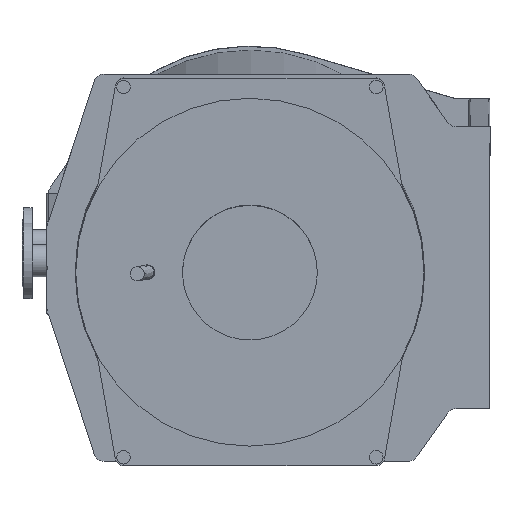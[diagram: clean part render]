
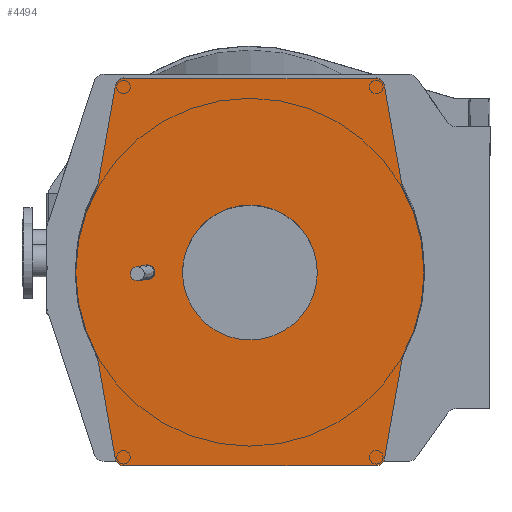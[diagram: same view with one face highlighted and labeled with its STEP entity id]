
A CAD part, left-side view. The second image highlights one B-rep face of the part: STEP entity #4494.
In plain terms, the highlighted face is planar.
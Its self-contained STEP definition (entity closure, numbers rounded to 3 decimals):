
#36=ELLIPSE('',#5003,19.5,17.5);
#127=FACE_BOUND('',#918,.T.);
#128=FACE_BOUND('',#919,.T.);
#332=CIRCLE('',#4987,160.);
#333=CIRCLE('',#4988,160.);
#346=CIRCLE('',#5006,50.);
#347=CIRCLE('',#5008,415.);
#348=CIRCLE('',#5010,50.);
#349=CIRCLE('',#5013,20.);
#350=CIRCLE('',#5016,20.);
#351=CIRCLE('',#5019,50.);
#352=CIRCLE('',#5021,415.);
#353=CIRCLE('',#5023,50.);
#354=CIRCLE('',#5026,20.);
#355=CIRCLE('',#5029,20.);
#684=FACE_OUTER_BOUND('',#917,.T.);
#917=EDGE_LOOP('',(#4067,#4068,#4069,#4070,#4071,#4072,#4073,#4074,#4075,
#4076,#4077,#4078,#4079,#4080,#4081,#4082));
#918=EDGE_LOOP('',(#4083,#4084));
#919=EDGE_LOOP('',(#4085));
#1290=LINE('',#8104,#1665);
#1293=LINE('',#8112,#1668);
#1296=LINE('',#8120,#1671);
#1301=LINE('',#8136,#1676);
#1304=LINE('',#8144,#1679);
#1307=LINE('',#8151,#1682);
#1665=VECTOR('',#6240,10.);
#1668=VECTOR('',#6249,10.);
#1671=VECTOR('',#6258,10.);
#1676=VECTOR('',#6277,10.);
#1679=VECTOR('',#6286,10.);
#1682=VECTOR('',#6295,10.);
#2084=VERTEX_POINT('',#8022);
#2085=VERTEX_POINT('',#8024);
#2104=VERTEX_POINT('',#8083);
#2106=VERTEX_POINT('',#8089);
#2107=VERTEX_POINT('',#8091);
#2108=VERTEX_POINT('',#8095);
#2109=VERTEX_POINT('',#8099);
#2110=VERTEX_POINT('',#8103);
#2111=VERTEX_POINT('',#8107);
#2112=VERTEX_POINT('',#8111);
#2113=VERTEX_POINT('',#8115);
#2114=VERTEX_POINT('',#8119);
#2115=VERTEX_POINT('',#8123);
#2116=VERTEX_POINT('',#8127);
#2117=VERTEX_POINT('',#8131);
#2118=VERTEX_POINT('',#8135);
#2119=VERTEX_POINT('',#8139);
#2120=VERTEX_POINT('',#8143);
#2121=VERTEX_POINT('',#8147);
#2730=EDGE_CURVE('',#2085,#2084,#332,.T.);
#2731=EDGE_CURVE('',#2084,#2085,#333,.T.);
#2750=EDGE_CURVE('',#2104,#2104,#36,.T.);
#2754=EDGE_CURVE('',#2107,#2106,#346,.T.);
#2756=EDGE_CURVE('',#2108,#2107,#347,.T.);
#2758=EDGE_CURVE('',#2109,#2108,#348,.T.);
#2760=EDGE_CURVE('',#2110,#2109,#1290,.T.);
#2762=EDGE_CURVE('',#2111,#2110,#349,.T.);
#2764=EDGE_CURVE('',#2112,#2111,#1293,.T.);
#2766=EDGE_CURVE('',#2113,#2112,#350,.T.);
#2768=EDGE_CURVE('',#2114,#2113,#1296,.T.);
#2770=EDGE_CURVE('',#2115,#2114,#351,.T.);
#2772=EDGE_CURVE('',#2116,#2115,#352,.T.);
#2774=EDGE_CURVE('',#2117,#2116,#353,.T.);
#2776=EDGE_CURVE('',#2118,#2117,#1301,.T.);
#2778=EDGE_CURVE('',#2119,#2118,#354,.T.);
#2780=EDGE_CURVE('',#2120,#2119,#1304,.T.);
#2782=EDGE_CURVE('',#2121,#2120,#355,.T.);
#2784=EDGE_CURVE('',#2106,#2121,#1307,.T.);
#4067=ORIENTED_EDGE('',*,*,#2784,.T.);
#4068=ORIENTED_EDGE('',*,*,#2782,.T.);
#4069=ORIENTED_EDGE('',*,*,#2780,.T.);
#4070=ORIENTED_EDGE('',*,*,#2778,.T.);
#4071=ORIENTED_EDGE('',*,*,#2776,.T.);
#4072=ORIENTED_EDGE('',*,*,#2774,.T.);
#4073=ORIENTED_EDGE('',*,*,#2772,.T.);
#4074=ORIENTED_EDGE('',*,*,#2770,.T.);
#4075=ORIENTED_EDGE('',*,*,#2768,.T.);
#4076=ORIENTED_EDGE('',*,*,#2766,.T.);
#4077=ORIENTED_EDGE('',*,*,#2764,.T.);
#4078=ORIENTED_EDGE('',*,*,#2762,.T.);
#4079=ORIENTED_EDGE('',*,*,#2760,.T.);
#4080=ORIENTED_EDGE('',*,*,#2758,.T.);
#4081=ORIENTED_EDGE('',*,*,#2756,.T.);
#4082=ORIENTED_EDGE('',*,*,#2754,.T.);
#4083=ORIENTED_EDGE('',*,*,#2730,.T.);
#4084=ORIENTED_EDGE('',*,*,#2731,.T.);
#4085=ORIENTED_EDGE('',*,*,#2750,.T.);
#4288=PLANE('',#5031);
#4494=ADVANCED_FACE('',(#684,#127,#128),#4288,.T.);
#4987=AXIS2_PLACEMENT_3D('',#8025,#6179,#6180);
#4988=AXIS2_PLACEMENT_3D('',#8026,#6181,#6182);
#5003=AXIS2_PLACEMENT_3D('',#8084,#6217,#6218);
#5006=AXIS2_PLACEMENT_3D('',#8092,#6225,#6226);
#5008=AXIS2_PLACEMENT_3D('',#8096,#6230,#6231);
#5010=AXIS2_PLACEMENT_3D('',#8100,#6235,#6236);
#5013=AXIS2_PLACEMENT_3D('',#8108,#6244,#6245);
#5016=AXIS2_PLACEMENT_3D('',#8116,#6253,#6254);
#5019=AXIS2_PLACEMENT_3D('',#8124,#6262,#6263);
#5021=AXIS2_PLACEMENT_3D('',#8128,#6267,#6268);
#5023=AXIS2_PLACEMENT_3D('',#8132,#6272,#6273);
#5026=AXIS2_PLACEMENT_3D('',#8140,#6281,#6282);
#5029=AXIS2_PLACEMENT_3D('',#8148,#6290,#6291);
#5031=AXIS2_PLACEMENT_3D('',#8152,#6296,#6297);
#6179=DIRECTION('center_axis',(0.,0.,-1.));
#6180=DIRECTION('ref_axis',(1.,0.,0.));
#6181=DIRECTION('center_axis',(0.,0.,-1.));
#6182=DIRECTION('ref_axis',(1.,0.,0.));
#6217=DIRECTION('center_axis',(0.,0.,-1.));
#6218=DIRECTION('ref_axis',(0.,-1.,0.));
#6225=DIRECTION('center_axis',(0.,0.,-1.));
#6226=DIRECTION('ref_axis',(-0.174,0.985,0.));
#6230=DIRECTION('center_axis',(0.,0.,1.));
#6231=DIRECTION('ref_axis',(0.474,0.881,0.));
#6235=DIRECTION('center_axis',(0.,0.,-1.));
#6236=DIRECTION('ref_axis',(0.474,0.881,0.));
#6240=DIRECTION('',(-0.985,0.174,0.));
#6244=DIRECTION('center_axis',(0.,0.,1.));
#6245=DIRECTION('ref_axis',(1.,0.,0.));
#6249=DIRECTION('',(0.,1.,0.));
#6253=DIRECTION('center_axis',(0.,0.,1.));
#6254=DIRECTION('ref_axis',(0.,-1.,0.));
#6258=DIRECTION('',(0.985,0.174,0.));
#6262=DIRECTION('center_axis',(0.,0.,-1.));
#6263=DIRECTION('ref_axis',(0.174,-0.985,0.));
#6267=DIRECTION('center_axis',(0.,0.,1.));
#6268=DIRECTION('ref_axis',(-0.474,-0.881,0.));
#6272=DIRECTION('center_axis',(0.,0.,-1.));
#6273=DIRECTION('ref_axis',(-0.474,-0.881,0.));
#6277=DIRECTION('',(0.985,-0.174,0.));
#6281=DIRECTION('center_axis',(0.,0.,1.));
#6282=DIRECTION('ref_axis',(-1.,0.,0.));
#6286=DIRECTION('',(0.,-1.,0.));
#6290=DIRECTION('center_axis',(0.,0.,1.));
#6291=DIRECTION('ref_axis',(0.,1.,0.));
#6295=DIRECTION('',(-0.985,-0.174,0.));
#6296=DIRECTION('center_axis',(0.,0.,1.));
#6297=DIRECTION('ref_axis',(1.,0.,0.));
#8022=CARTESIAN_POINT('',(-160.,0.,194.));
#8024=CARTESIAN_POINT('',(160.,0.,194.));
#8025=CARTESIAN_POINT('Origin',(0.,0.,194.));
#8026=CARTESIAN_POINT('Origin',(0.,0.,194.));
#8083=CARTESIAN_POINT('',(0.,264.5,194.));
#8084=CARTESIAN_POINT('Origin',(0.,245.,194.));
#8089=CARTESIAN_POINT('',(-211.598,360.273,194.));
#8091=CARTESIAN_POINT('',(-196.594,365.48,194.));
#8092=CARTESIAN_POINT('Origin',(-220.28,409.514,194.));
#8095=CARTESIAN_POINT('',(196.594,365.48,194.));
#8096=CARTESIAN_POINT('Origin',(0.,0.,194.));
#8099=CARTESIAN_POINT('',(211.598,360.273,194.));
#8100=CARTESIAN_POINT('Origin',(220.28,409.514,194.));
#8103=CARTESIAN_POINT('',(440.,320.,194.));
#8104=CARTESIAN_POINT('',(440.,320.,194.));
#8107=CARTESIAN_POINT('',(460.,300.,194.));
#8108=CARTESIAN_POINT('Origin',(440.,300.,194.));
#8111=CARTESIAN_POINT('',(460.,-300.,194.));
#8112=CARTESIAN_POINT('',(460.,-300.,194.));
#8115=CARTESIAN_POINT('',(440.,-320.,194.));
#8116=CARTESIAN_POINT('Origin',(440.,-300.,194.));
#8119=CARTESIAN_POINT('',(211.598,-360.273,194.));
#8120=CARTESIAN_POINT('',(211.598,-360.273,194.));
#8123=CARTESIAN_POINT('',(196.594,-365.48,194.));
#8124=CARTESIAN_POINT('Origin',(220.28,-409.514,194.));
#8127=CARTESIAN_POINT('',(-196.594,-365.48,194.));
#8128=CARTESIAN_POINT('Origin',(0.,0.,194.));
#8131=CARTESIAN_POINT('',(-211.598,-360.273,194.));
#8132=CARTESIAN_POINT('Origin',(-220.28,-409.514,194.));
#8135=CARTESIAN_POINT('',(-440.,-320.,194.));
#8136=CARTESIAN_POINT('',(-440.,-320.,194.));
#8139=CARTESIAN_POINT('',(-460.,-300.,194.));
#8140=CARTESIAN_POINT('Origin',(-440.,-300.,194.));
#8143=CARTESIAN_POINT('',(-460.,300.,194.));
#8144=CARTESIAN_POINT('',(-460.,300.,194.));
#8147=CARTESIAN_POINT('',(-440.,320.,194.));
#8148=CARTESIAN_POINT('Origin',(-440.,300.,194.));
#8151=CARTESIAN_POINT('',(-211.598,360.273,194.));
#8152=CARTESIAN_POINT('Origin',(0.,0.,194.));
